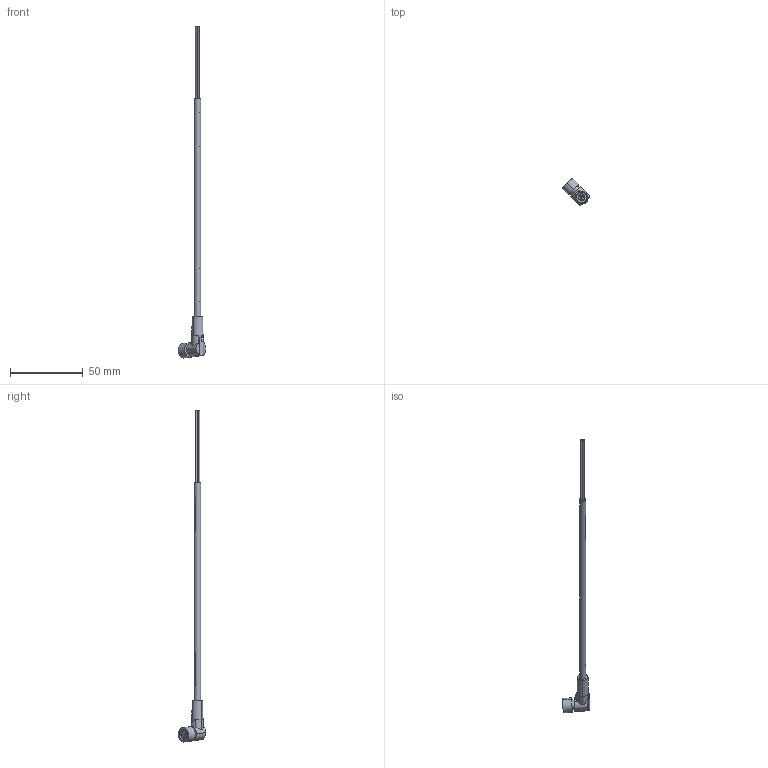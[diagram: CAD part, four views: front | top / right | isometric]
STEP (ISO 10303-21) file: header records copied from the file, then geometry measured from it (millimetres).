
FILE_DESCRIPTION(('STEP AP242'),'1');
FILE_NAME('connector_xzcpv0666l10.stp','2021-09-27T14:42:10',('TraceParts'),('TraceParts S.A.'),'Spatial InterOp 3D',' ',' ');
FILE_SCHEMA(('AP242_MANAGED_MODEL_BASED_3D_ENGINEERING_MIM_LF {1 0 10303 442 1 1 4}'));
Length unit declared in the file: millimetre
Products named in the file (1): connector_xzcpv0666l10
Bounding box: 18.77 x 18.77 x 228.76 mm (x, y, z)
Volume: 4498.7 mm3; surface area: 3975.1 mm2
Topology: 1 solids, 1 shells, 79 faces, 205 edges, 141 vertices
Faces by surface type: cylinder 43, plane 28, cone 8
Entity records: 2554 total; most frequent: CARTESIAN_POINT 546, DIRECTION 426, ORIENTED_EDGE 410, EDGE_CURVE 205, AXIS2_PLACEMENT_3D 166, VERTEX_POINT 141, LINE 94, VECTOR 94
